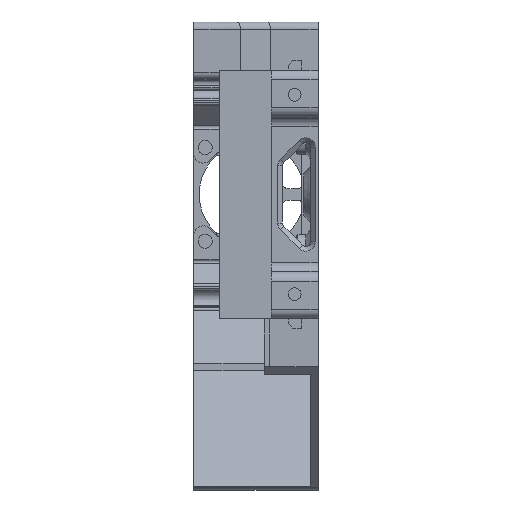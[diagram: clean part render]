
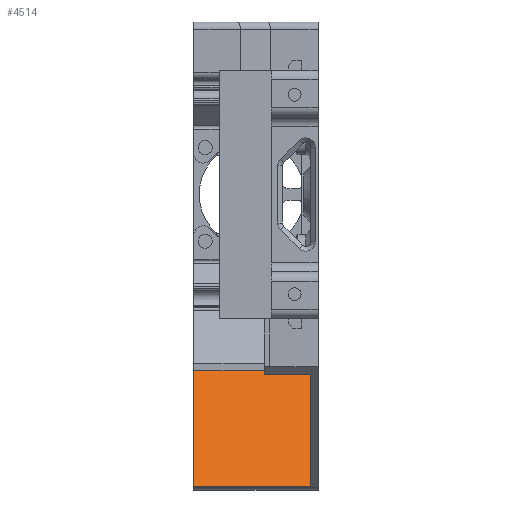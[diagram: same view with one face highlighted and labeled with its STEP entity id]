
A CAD part, left-side view. The second image highlights one B-rep face of the part: STEP entity #4514.
In plain terms, the highlighted planar face has unit normal (-0.707, 0, 0.707).
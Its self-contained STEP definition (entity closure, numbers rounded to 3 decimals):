
#255=FACE_OUTER_BOUND('',#532,.T.);
#532=EDGE_LOOP('',(#3243,#3244,#3245,#3246,#3247,#3248));
#1081=LINE('',#6964,#1534);
#1082=LINE('',#6966,#1535);
#1083=LINE('',#6968,#1536);
#1084=LINE('',#6970,#1537);
#1085=LINE('',#6972,#1538);
#1086=LINE('',#6973,#1539);
#1534=VECTOR('',#5544,1.);
#1535=VECTOR('',#5545,15.);
#1536=VECTOR('',#5546,34.836);
#1537=VECTOR('',#5547,24.9);
#1538=VECTOR('',#5548,33.836);
#1539=VECTOR('',#5549,9.9);
#2011=VERTEX_POINT('',#6962);
#2012=VERTEX_POINT('',#6963);
#2013=VERTEX_POINT('',#6965);
#2014=VERTEX_POINT('',#6967);
#2015=VERTEX_POINT('',#6969);
#2016=VERTEX_POINT('',#6971);
#2482=EDGE_CURVE('',#2011,#2012,#1081,.T.);
#2483=EDGE_CURVE('',#2011,#2013,#1082,.T.);
#2484=EDGE_CURVE('',#2014,#2013,#1083,.T.);
#2485=EDGE_CURVE('',#2015,#2014,#1084,.T.);
#2486=EDGE_CURVE('',#2015,#2016,#1085,.T.);
#2487=EDGE_CURVE('',#2016,#2012,#1086,.T.);
#3243=ORIENTED_EDGE('',*,*,#2482,.F.);
#3244=ORIENTED_EDGE('',*,*,#2483,.T.);
#3245=ORIENTED_EDGE('',*,*,#2484,.F.);
#3246=ORIENTED_EDGE('',*,*,#2485,.F.);
#3247=ORIENTED_EDGE('',*,*,#2486,.T.);
#3248=ORIENTED_EDGE('',*,*,#2487,.T.);
#4354=PLANE('',#4850);
#4514=ADVANCED_FACE('',(#255),#4354,.T.);
#4850=AXIS2_PLACEMENT_3D('',#6961,#5542,#5543);
#5542=DIRECTION('center_axis',(-0.707,0.,0.707));
#5543=DIRECTION('ref_axis',(0.707,0.,0.707));
#5544=DIRECTION('',(-0.707,0.,-0.707));
#5545=DIRECTION('',(0.,1.,0.));
#5546=DIRECTION('',(0.707,0.,0.707));
#5547=DIRECTION('',(0.,1.,0.));
#5548=DIRECTION('',(0.707,0.,0.707));
#5549=DIRECTION('',(0.,1.,0.));
#6961=CARTESIAN_POINT('Origin',(114.093,-9.9,-24.5));
#6962=CARTESIAN_POINT('',(101.,0.,-37.593));
#6963=CARTESIAN_POINT('',(100.293,0.,-38.3));
#6964=CARTESIAN_POINT('',(101.,0.,-37.593));
#6965=CARTESIAN_POINT('',(101.,15.,-37.593));
#6966=CARTESIAN_POINT('',(101.,0.,-37.593));
#6967=CARTESIAN_POINT('',(76.368,15.,-62.225));
#6968=CARTESIAN_POINT('',(76.368,15.,-62.225));
#6969=CARTESIAN_POINT('',(76.368,-9.9,-62.225));
#6970=CARTESIAN_POINT('',(76.368,-9.9,-62.225));
#6971=CARTESIAN_POINT('',(100.293,-9.9,-38.3));
#6972=CARTESIAN_POINT('',(76.368,-9.9,-62.225));
#6973=CARTESIAN_POINT('',(100.293,-9.9,-38.3));
